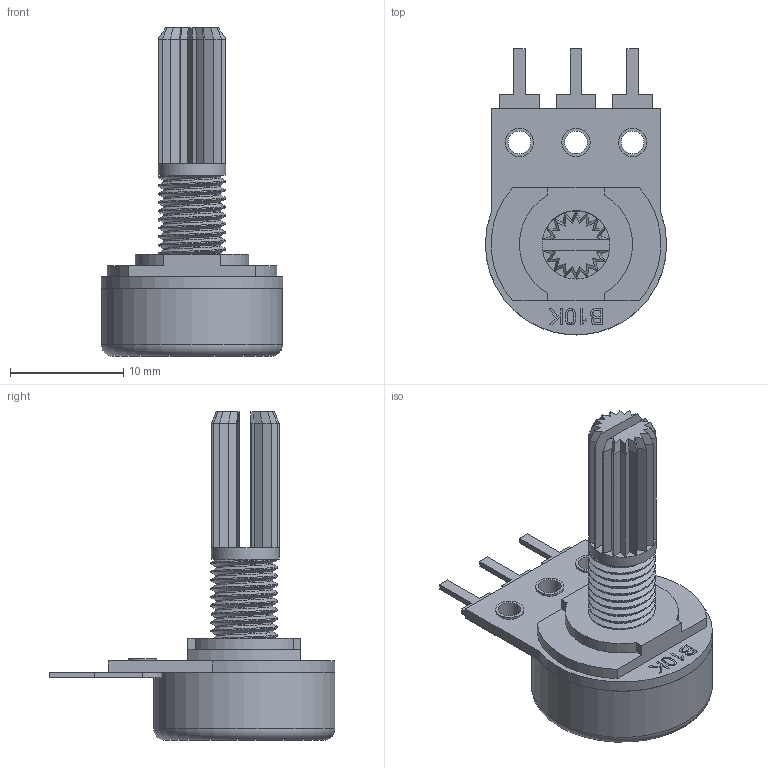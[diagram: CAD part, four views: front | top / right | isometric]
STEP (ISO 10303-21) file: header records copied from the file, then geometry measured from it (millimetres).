
FILE_DESCRIPTION(/* description */ (''),/* implementation_level */ '2;1');
FILE_NAME(/* name */ 'Pot_B10K_Horiz.step',/* time_stamp */ '2021-09-05T18:24:15-04:00',/* author */ (''),/* organization */ (''),/* preprocessor_version */ 'ST-DEVELOPER v18.1',/* originating_system */ 'Autodesk Translation Framework v10.10.0.1391',/* authorisation */ '');
FILE_SCHEMA (('AUTOMOTIVE_DESIGN { 1 0 10303 214 3 1 1 }'));
Length unit declared in the file: millimetre
Products named in the file (8): PotentiometerB10K; Shaft; ScrewBase; Board; Pin1; Pin2; Pin3; Casing
Assembly tree (7 placements, depth 2):
  PotentiometerB10K
    Shaft
    ScrewBase
    Board
    Pin1
    Pin2
    Pin3
    Casing
Bounding box: 16 x 25.25 x 29 mm (x, y, z)
Volume: 2100.2 mm3; surface area: 2626.5 mm2
Topology: 7 solids, 7 shells, 262 faces, 645 edges, 408 vertices
Faces by surface type: plane 171, bspline 50, cylinder 40, torus 1
Full cylindrical faces by diameter (mm): 2 x3, 2.5 x6, 5.048 x2, 5.908 x5, 6 x1, 16 x1
Entity records: 9693 total; most frequent: CARTESIAN_POINT 3612, ORIENTED_EDGE 1290, DIRECTION 1020, EDGE_CURVE 645, LINE 440, VECTOR 440, VERTEX_POINT 408, AXIS2_PLACEMENT_3D 290
